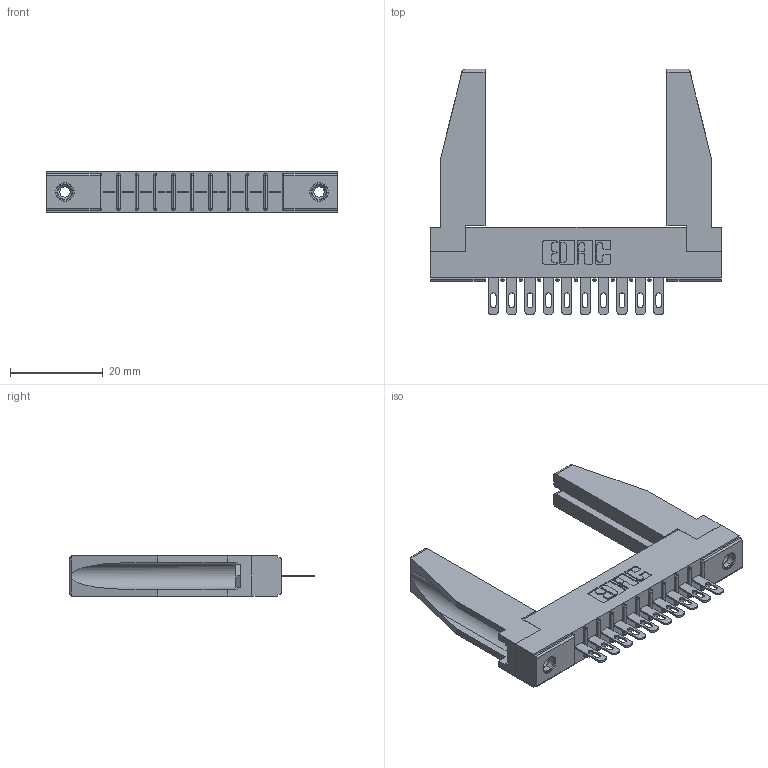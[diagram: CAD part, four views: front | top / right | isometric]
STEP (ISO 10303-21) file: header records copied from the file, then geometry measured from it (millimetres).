
FILE_DESCRIPTION (( 'STEP AP203' ), '1' );
FILE_NAME ('316-010-400-178.STEP', '2020-09-22T15:15:38', ( '' ), ( '' ), 'SwSTEP 2.0', 'SolidWorks 2020', '' );
FILE_SCHEMA (( 'CONFIG_CONTROL_DESIGN' ));
Length unit declared in the file: inch
Products named in the file (5): 306 Part_.156 Dia; 307-220-078; 306-290-001_100; 345-250-001_345-250-001-102; 316-010-400-178
Assembly tree (15 placements, depth 2):
  316-010-400-178
    306 Part_.156 Dia
    306-290-001_100  x10
    345-250-001_345-250-001-102  x2
    307-220-078  x2
Bounding box: 62.64 x 52.91 x 8.71 mm (x, y, z)
Volume: 8260.4 mm3; surface area: 9909.6 mm2
Topology: 15 solids, 15 shells, 1006 faces, 2796 edges, 1800 vertices
Faces by surface type: plane 652, cylinder 298, sphere 40, cone 12, torus 4
Entity records: 16074 total; most frequent: CARTESIAN_POINT 2695, ORIENTED_EDGE 2626, DIRECTION 2613, EDGE_CURVE 1313, LINE 1009, VECTOR 1009, VERTEX_POINT 842, AXIS2_PLACEMENT_3D 802
